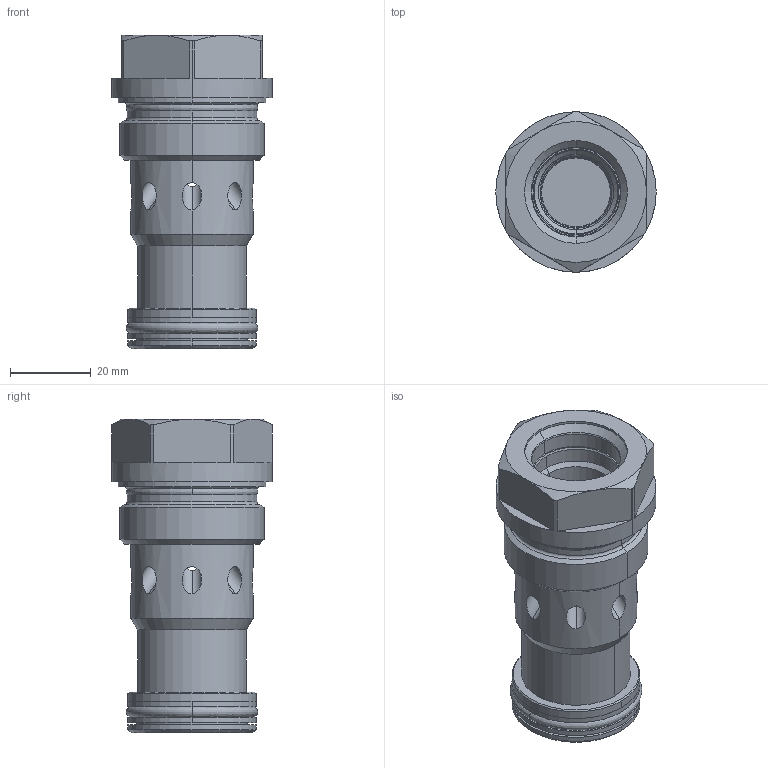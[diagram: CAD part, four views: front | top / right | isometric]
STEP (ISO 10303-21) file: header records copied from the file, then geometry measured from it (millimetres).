
FILE_DESCRIPTION((''),'2;1');
FILE_NAME('XIOAF-XN_PRT','2011-12-20T',('Administrator'),(''),'PRO/ENGINEER BY PARAMETRIC TECHNOLOGY CORPORATION, 2006240','PRO/ENGINEER BY PARAMETRIC TECHNOLOGY CORPORATION, 2006240','');
FILE_SCHEMA(('CONFIG_CONTROL_DESIGN'));
Length unit declared in the file: inch
Products named in the file (1): XIOAF-XN_PRT
Bounding box: 39.6 x 39.6 x 77.42 mm (x, y, z)
Volume: 48279.1 mm3; surface area: 15587.7 mm2
Topology: 2 solids, 2 shells, 121 faces, 282 edges, 170 vertices
Faces by surface type: cylinder 50, cone 26, plane 25, torus 14, revolution 6
Entity records: 4348 total; most frequent: CARTESIAN_POINT 1515, DIRECTION 600, ORIENTED_EDGE 564, EDGE_CURVE 282, AXIS2_PLACEMENT_3D 251, VERTEX_POINT 170, EDGE_LOOP 144, CIRCLE 136
